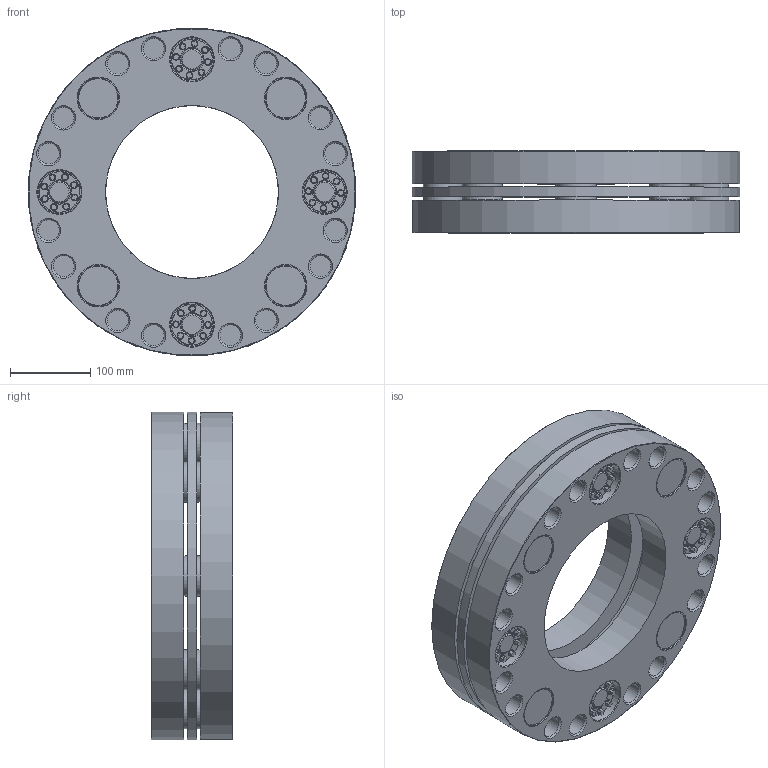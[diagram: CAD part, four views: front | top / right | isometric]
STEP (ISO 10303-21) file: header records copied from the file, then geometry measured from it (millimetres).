
FILE_DESCRIPTION(/* description */ ('Unknown'),/* implementation_level */ '2;1');
FILE_NAME(/* name */ 'HK20-640-00-00',/* time_stamp */ '2020-09-14T14:44:19+02:00',/* author */ ('Unknown'),/* organization */ ('Unknown'),/* preprocessor_version */ 'ST-DEVELOPER v16.7',/* originating_system */ 'Solid Edge',/* authorisation */ 'Unknown');
FILE_SCHEMA (('AUTOMOTIVE_DESIGN {1 0 10303 214 3 1 1}'));
Length unit declared in the file: millimetre
Products named in the file (1): Part15
Bounding box: 408 x 101.6 x 408 mm (x, y, z)
Volume: 7794662 mm3; surface area: 889537.7 mm2
Topology: 1 solids, 1 shells, 1390 faces, 3669 edges, 2389 vertices
Faces by surface type: cylinder 606, plane 494, cone 250, torus 40
Full cylindrical faces by diameter (mm): 6.8 x64, 6.917 x64, 26.211 x32, 27 x8, 50 x24, 51 x8, 52 x8, 54 x8, 215 x2, 250 x1, 408 x3
Entity records: 51803 total; most frequent: CARTESIAN_POINT 11051, DIRECTION 6298, ORIENTED_EDGE 5820, EDGE_CURVE 2910, AXIS2_PLACEMENT_3D 2381, VERTEX_POINT 2142, EDGE_LOOP 2108, FACE_BOUND 2108
